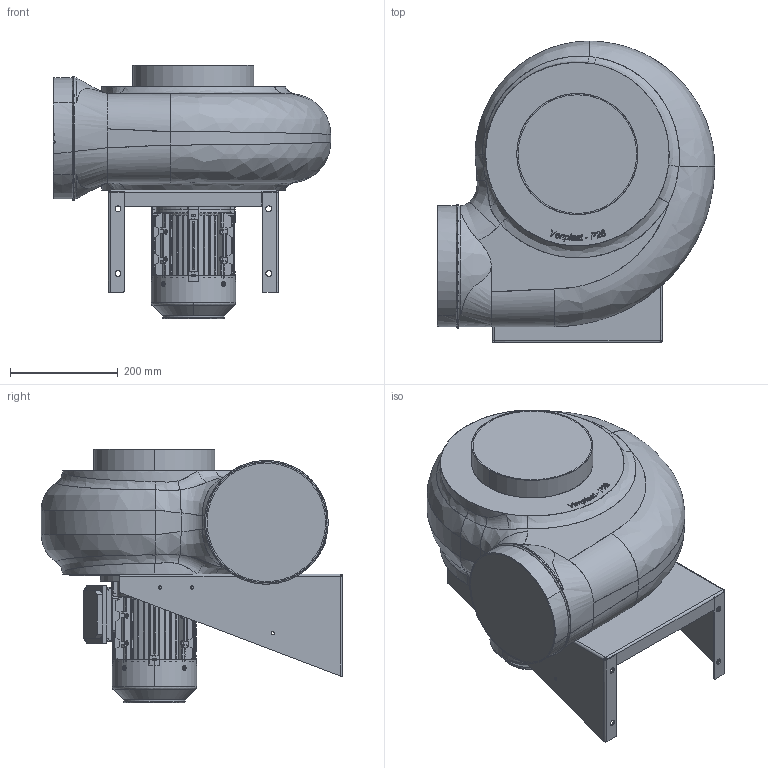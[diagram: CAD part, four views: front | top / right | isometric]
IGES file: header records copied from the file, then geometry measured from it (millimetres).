
Start section: SolidWorks IGES file using analytic representation for surfaces
Global section: file name: PR-AC 280 LG270.IGS; native system: SolidWorks 2022; preprocessor: SolidWorks 2022; author: girelli; date: 220722.152905; units: millimetre
Bounding box: 515 x 560 x 471.37 mm (x, y, z)
Surface area: 1635324.5 mm2 (no closed solid volume)
Topology: 0 solids, 0 shells, 2561 faces, 26600 edges, 26542 vertices
Faces by surface type: bspline 1752, revolution 809
